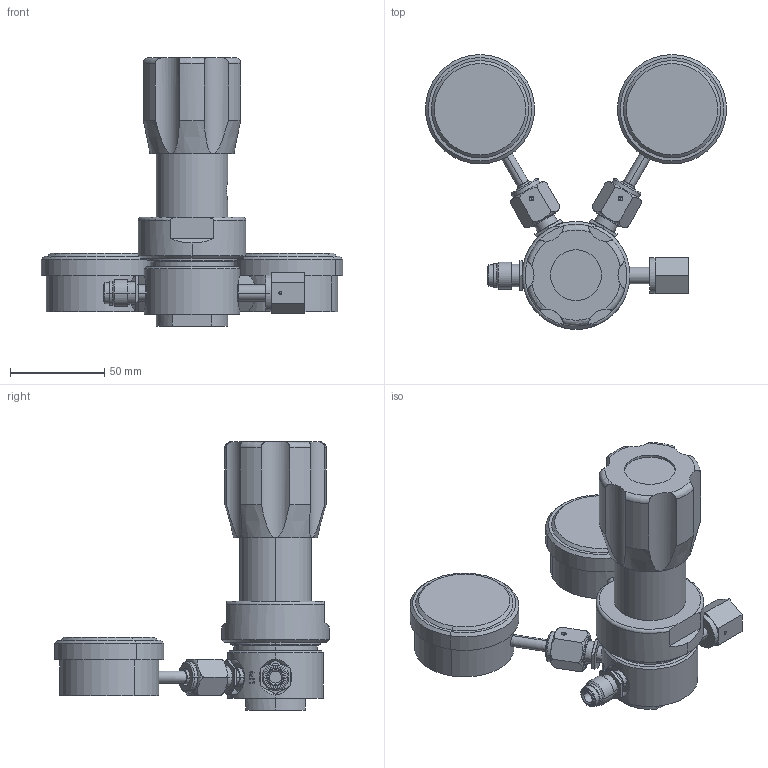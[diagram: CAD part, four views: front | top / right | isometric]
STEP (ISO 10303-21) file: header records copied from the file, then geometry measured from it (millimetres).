
FILE_DESCRIPTION((''),'2;1');
FILE_NAME('M9363-4-V4FM_ASM','2020-05-08T11:28:12',('DLachman'),('MATHESON TRI-GAS'),'CREO PARAMETRIC BY PTC INC, 2018260','CREO PARAMETRIC BY PTC INC, 2018260','');
FILE_SCHEMA(('CONFIG_CONTROL_DESIGN'));
Length unit declared in the file: inch
Products named in the file (5): MREG-0442-SA; MGAG-0015-SA; MGAG-0023-SA; MGSK-0008-NI; M9363-4-V4FM_ASM
Assembly tree (5 placements, depth 2):
  M9363-4-V4FM_ASM
    MREG-0442-SA
    MGAG-0015-SA
    MGAG-0023-SA
    MGSK-0008-NI  x2
Bounding box: 159.72 x 145.7 x 142.24 mm (x, y, z)
Volume: 391251 mm3; surface area: 77111.3 mm2
Topology: 10 solids, 10 shells, 539 faces, 1337 edges, 890 vertices
Faces by surface type: cylinder 231, plane 140, torus 72, cone 60, sphere 36
Entity records: 18243 total; most frequent: CARTESIAN_POINT 4998, DIRECTION 2932, ORIENTED_EDGE 2650, EDGE_CURVE 1325, AXIS2_PLACEMENT_3D 1258, VERTEX_POINT 882, CIRCLE 715, EDGE_LOOP 627
